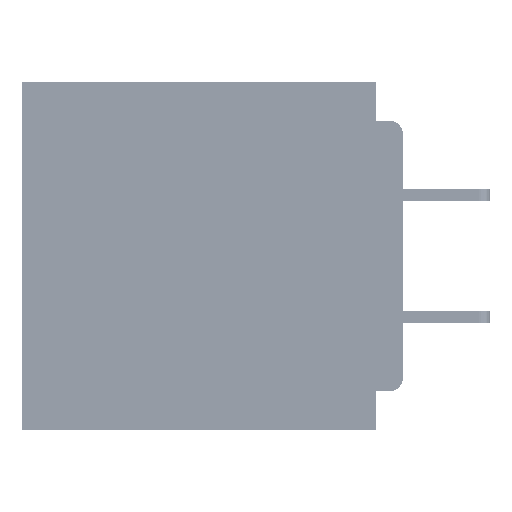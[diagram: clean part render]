
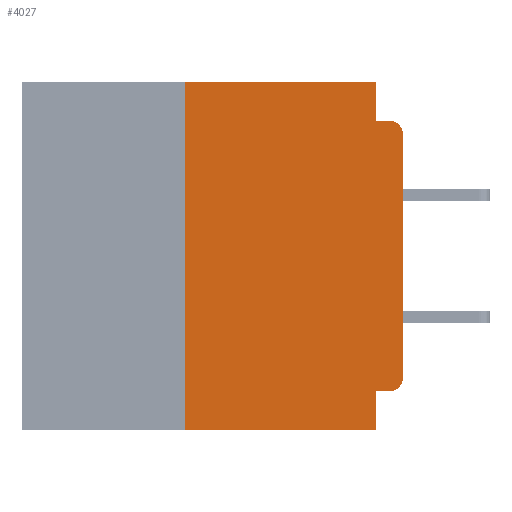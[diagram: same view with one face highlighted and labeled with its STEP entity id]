
A CAD part, left-side view. The second image highlights one B-rep face of the part: STEP entity #4027.
In plain terms, the highlighted planar face has unit normal (-1, 0, 0).
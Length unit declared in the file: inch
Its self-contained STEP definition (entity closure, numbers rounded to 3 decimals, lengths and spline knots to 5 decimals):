
#3693 = CARTESIAN_POINT ( 'NONE',  ( 0., 0.015, -0.34 ) ) ;
#3716 = VERTEX_POINT ( 'NONE', #6211 ) ;
#4027 = ADVANCED_FACE ( 'NONE', ( #31640 ), #13752, .F. ) ;
#4185 = VERTEX_POINT ( 'NONE', #63258 ) ;
#5255 = CARTESIAN_POINT ( 'NONE',  ( 0., 0.25, -0.4 ) ) ;
#6211 = CARTESIAN_POINT ( 'NONE',  ( 0., 0.25, -0.4 ) ) ;
#6342 = VERTEX_POINT ( 'NONE', #59912 ) ;
#6429 = EDGE_CURVE ( 'NONE', #3716, #65357, #60353, .T. ) ;
#7492 = DIRECTION ( 'NONE',  ( -1., 0., 0. ) ) ;
#8358 = VERTEX_POINT ( 'NONE', #54779 ) ;
#9147 = DIRECTION ( 'NONE',  ( 0., 0., -1. ) ) ;
#10049 = EDGE_CURVE ( 'NONE', #3716, #34620, #53008, .T. ) ;
#11653 = CARTESIAN_POINT ( 'NONE',  ( 0., 0.015, -0.355 ) ) ;
#12603 = CARTESIAN_POINT ( 'NONE',  ( 0., 0.437, -0.4 ) ) ;
#12962 = AXIS2_PLACEMENT_3D ( 'NONE', #19412, #56641, #24787 ) ;
#13752 = PLANE ( 'NONE',  #12962 ) ;
#14939 = AXIS2_PLACEMENT_3D ( 'NONE', #3693, #41236, #9147 ) ;
#15248 = LINE ( 'NONE', #20031, #54436 ) ;
#16143 = DIRECTION ( 'NONE',  ( 0., 0., 1. ) ) ;
#16370 = AXIS2_PLACEMENT_3D ( 'NONE', #39602, #7492, #44957 ) ;
#17515 = CIRCLE ( 'NONE', #14939, 0.015 ) ;
#17909 = VECTOR ( 'NONE', #44627, 39.37008 ) ;
#19412 = CARTESIAN_POINT ( 'NONE',  ( 0., 0.437, 0. ) ) ;
#19508 = DIRECTION ( 'NONE',  ( 0., 0., 1. ) ) ;
#19875 = DIRECTION ( 'NONE',  ( 0., 0., -1. ) ) ;
#20031 = CARTESIAN_POINT ( 'NONE',  ( 0., 0.031, -0.4 ) ) ;
#21024 = ORIENTED_EDGE ( 'NONE', *, *, #10049, .F. ) ;
#23083 = VERTEX_POINT ( 'NONE', #64509 ) ;
#24427 = LINE ( 'NONE', #46095, #36935 ) ;
#24787 = DIRECTION ( 'NONE',  ( 0., 0., -1. ) ) ;
#25051 = VECTOR ( 'NONE', #27969, 39.37008 ) ;
#25778 = EDGE_CURVE ( 'NONE', #34620, #4185, #51694, .T. ) ;
#26183 = CARTESIAN_POINT ( 'NONE',  ( 0., 0.031, -0.355 ) ) ;
#27969 = DIRECTION ( 'NONE',  ( 0., -1., 0. ) ) ;
#28182 = CARTESIAN_POINT ( 'NONE',  ( 0., 0., -0.045 ) ) ;
#29375 = ORIENTED_EDGE ( 'NONE', *, *, #54327, .F. ) ;
#30161 = ORIENTED_EDGE ( 'NONE', *, *, #25778, .F. ) ;
#30301 = VECTOR ( 'NONE', #44321, 39.37008 ) ;
#31359 = CARTESIAN_POINT ( 'NONE',  ( 0., 0.031, -0.4 ) ) ;
#31640 = FACE_OUTER_BOUND ( 'NONE', #39372, .T. ) ;
#32774 = VERTEX_POINT ( 'NONE', #26183 ) ;
#34620 = VERTEX_POINT ( 'NONE', #42177 ) ;
#35236 = ORIENTED_EDGE ( 'NONE', *, *, #6429, .T. ) ;
#36935 = VECTOR ( 'NONE', #19508, 39.37008 ) ;
#37576 = EDGE_CURVE ( 'NONE', #38794, #32774, #44487, .T. ) ;
#38501 = ORIENTED_EDGE ( 'NONE', *, *, #40178, .T. ) ;
#38794 = VERTEX_POINT ( 'NONE', #11653 ) ;
#38870 = VECTOR ( 'NONE', #16143, 39.37008 ) ;
#39372 = EDGE_LOOP ( 'NONE', ( #38501, #62489, #53480, #42690, #30161, #21024, #35236, #29375, #58509, #60156 ) ) ;
#39602 = CARTESIAN_POINT ( 'NONE',  ( 0., 0.015, -0.06 ) ) ;
#39967 = CIRCLE ( 'NONE', #16370, 0.015 ) ;
#40178 = EDGE_CURVE ( 'NONE', #23083, #53861, #24427, .T. ) ;
#41236 = DIRECTION ( 'NONE',  ( -1., 0., 0. ) ) ;
#41238 = DIRECTION ( 'NONE',  ( 0., 0., -1. ) ) ;
#42177 = CARTESIAN_POINT ( 'NONE',  ( 0., 0.25, 0. ) ) ;
#42690 = ORIENTED_EDGE ( 'NONE', *, *, #44166, .F. ) ;
#42752 = LINE ( 'NONE', #51775, #56630 ) ;
#44166 = EDGE_CURVE ( 'NONE', #4185, #6342, #42752, .T. ) ;
#44205 = VECTOR ( 'NONE', #65260, 39.37008 ) ;
#44321 = DIRECTION ( 'NONE',  ( 0., 1., 0. ) ) ;
#44487 = LINE ( 'NONE', #49466, #30301 ) ;
#44627 = DIRECTION ( 'NONE',  ( 0., -1., 0. ) ) ;
#44957 = DIRECTION ( 'NONE',  ( 0., 0., -1. ) ) ;
#46095 = CARTESIAN_POINT ( 'NONE',  ( 0., 0., 0. ) ) ;
#49466 = CARTESIAN_POINT ( 'NONE',  ( 0., 0., -0.355 ) ) ;
#50382 = EDGE_CURVE ( 'NONE', #6342, #8358, #58306, .T. ) ;
#50467 = EDGE_CURVE ( 'NONE', #53861, #8358, #39967, .T. ) ;
#51694 = LINE ( 'NONE', #65056, #25051 ) ;
#51775 = CARTESIAN_POINT ( 'NONE',  ( 0., 0.031, 0. ) ) ;
#53008 = LINE ( 'NONE', #5255, #38870 ) ;
#53480 = ORIENTED_EDGE ( 'NONE', *, *, #50382, .F. ) ;
#53861 = VERTEX_POINT ( 'NONE', #54198 ) ;
#54198 = CARTESIAN_POINT ( 'NONE',  ( 0., 0., -0.06 ) ) ;
#54327 = EDGE_CURVE ( 'NONE', #32774, #65357, #15248, .T. ) ;
#54436 = VECTOR ( 'NONE', #41238, 39.37008 ) ;
#54779 = CARTESIAN_POINT ( 'NONE',  ( 0., 0.015, -0.045 ) ) ;
#56630 = VECTOR ( 'NONE', #19875, 39.37008 ) ;
#56641 = DIRECTION ( 'NONE',  ( 1., 0., 0. ) ) ;
#58306 = LINE ( 'NONE', #28182, #44205 ) ;
#58509 = ORIENTED_EDGE ( 'NONE', *, *, #37576, .F. ) ;
#59912 = CARTESIAN_POINT ( 'NONE',  ( 0., 0.031, -0.045 ) ) ;
#60156 = ORIENTED_EDGE ( 'NONE', *, *, #60438, .T. ) ;
#60353 = LINE ( 'NONE', #12603, #17909 ) ;
#60438 = EDGE_CURVE ( 'NONE', #38794, #23083, #17515, .T. ) ;
#62489 = ORIENTED_EDGE ( 'NONE', *, *, #50467, .T. ) ;
#63258 = CARTESIAN_POINT ( 'NONE',  ( 0., 0.031, 0. ) ) ;
#64509 = CARTESIAN_POINT ( 'NONE',  ( 0., 0., -0.34 ) ) ;
#65056 = CARTESIAN_POINT ( 'NONE',  ( 0., 0.437, 0. ) ) ;
#65260 = DIRECTION ( 'NONE',  ( 0., -1., 0. ) ) ;
#65357 = VERTEX_POINT ( 'NONE', #31359 ) ;
